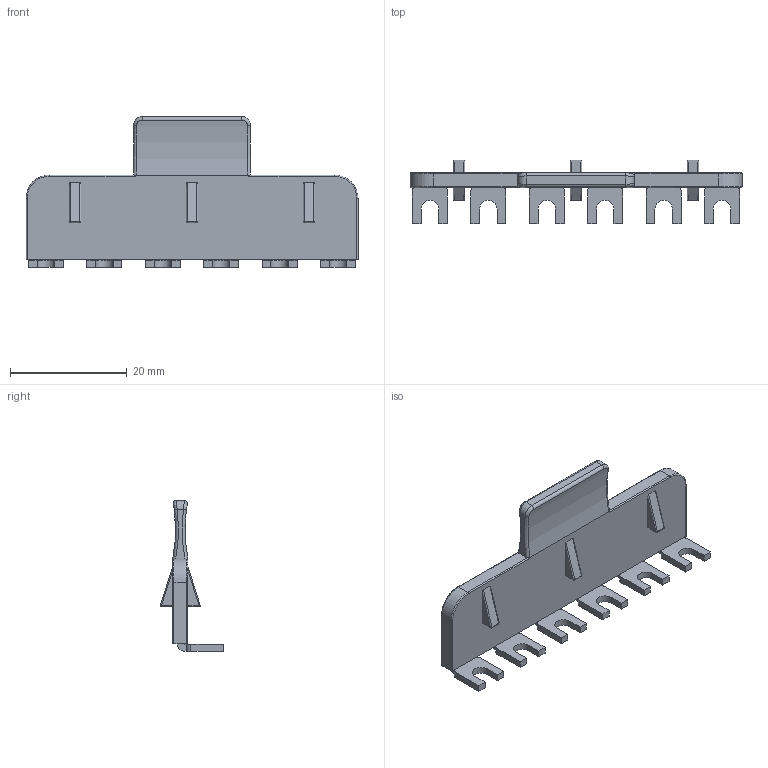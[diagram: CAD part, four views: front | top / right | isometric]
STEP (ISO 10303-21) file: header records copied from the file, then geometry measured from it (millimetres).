
FILE_DESCRIPTION (( 'STEP AP214' ), '1' );
FILE_NAME ('476406_IZUK 10-6.STP', '2013-11-21T06:27:44', ( 'arge' ), ( 'Microsoft' ), 'SwSTEP 2.0', 'SolidWorks 2013', '' );
FILE_SCHEMA (( 'AUTOMOTIVE_DESIGN' ));
Length unit declared in the file: millimetre
Products named in the file (1): 476406_IZUK 10-6
Bounding box: 56.8 x 10.86 x 25.8 mm (x, y, z)
Volume: 2802.5 mm3; surface area: 3750.2 mm2
Topology: 1 solids, 2 shells, 204 faces, 524 edges, 324 vertices
Faces by surface type: plane 100, cylinder 80, bspline 24
Entity records: 8871 total; most frequent: CARTESIAN_POINT 1792, ORIENTED_EDGE 1024, DIRECTION 978, EDGE_CURVE 512, LINE 328, VECTOR 328, AXIS2_PLACEMENT_3D 325, VERTEX_POINT 324
